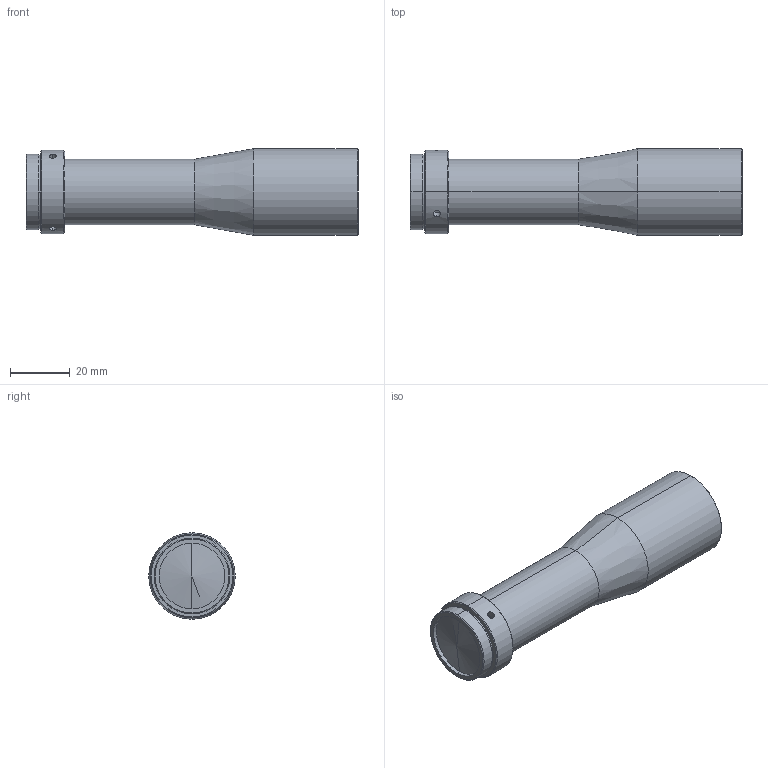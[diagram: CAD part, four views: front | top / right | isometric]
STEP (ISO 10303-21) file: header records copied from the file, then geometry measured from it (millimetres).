
FILE_DESCRIPTION (( 'STEP AP203' ), '1' );
FILE_NAME ('WWL05-110AT.STEP', '2019-12-03T06:21:42', ( 'Windows 蚚誧' ), ( '' ), 'SwSTEP 2.0', 'SolidWorks 2017', '' );
FILE_SCHEMA (( 'CONFIG_CONTROL_DESIGN' ));
Length unit declared in the file: millimetre
Products named in the file (1): WWL05-110AT
Bounding box: 111.31 x 29 x 29 mm (x, y, z)
Volume: 56792.2 mm3; surface area: 10621 mm2
Topology: 1 solids, 1 shells, 44 faces, 92 edges, 54 vertices
Faces by surface type: cylinder 23, cone 16, plane 5
Entity records: 1397 total; most frequent: CARTESIAN_POINT 391, DIRECTION 206, ORIENTED_EDGE 176, EDGE_CURVE 88, AXIS2_PLACEMENT_3D 85, VERTEX_POINT 54, EDGE_LOOP 52, ADVANCED_FACE 44
